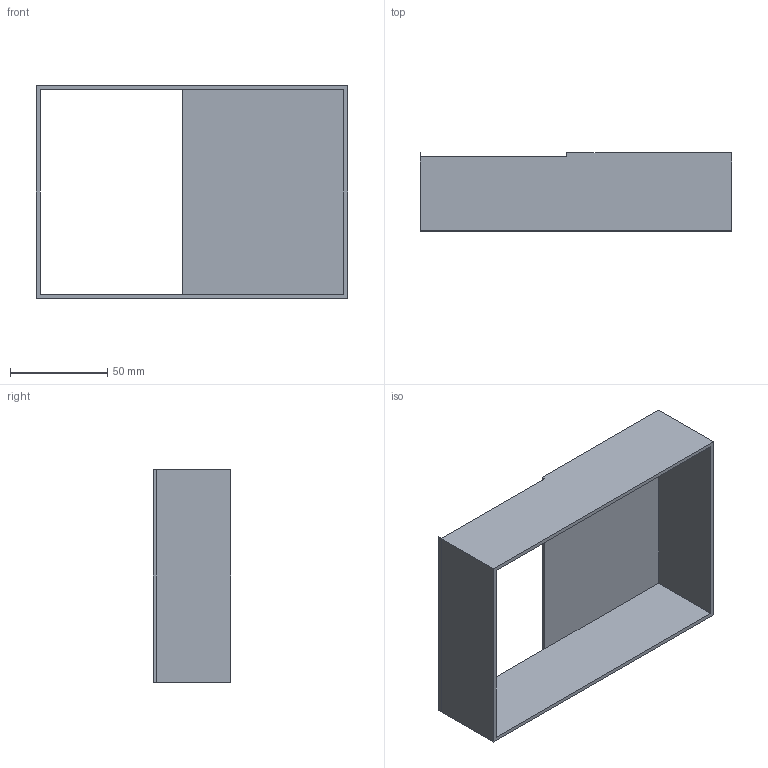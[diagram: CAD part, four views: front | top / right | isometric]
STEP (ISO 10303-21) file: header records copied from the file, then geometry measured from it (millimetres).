
FILE_DESCRIPTION(/* description */ (''),/* implementation_level */ '2;1');
FILE_NAME(/* name */ 'project 4 v1.step',/* time_stamp */ '2025-06-11T00:42:07+05:30',/* author */ (''),/* organization */ (''),/* preprocessor_version */ 'ST-DEVELOPER v20.1',/* originating_system */ 'Autodesk Translation Framework v14.10.0.0',/* authorisation */ '');
FILE_SCHEMA (('AUTOMOTIVE_DESIGN { 1 0 10303 214 3 1 1 }'));
Length unit declared in the file: millimetre
Products named in the file (1): project 4
Bounding box: 160 x 40 x 109 mm (x, y, z)
Volume: 58810 mm3; surface area: 60977.2 mm2
Topology: 1 solids, 1 shells, 15 faces, 40 edges, 26 vertices
Faces by surface type: plane 15
Entity records: 495 total; most frequent: CARTESIAN_POINT 82, ORIENTED_EDGE 80, DIRECTION 72, LINE 40, VECTOR 40, EDGE_CURVE 40, VERTEX_POINT 26, EDGE_LOOP 16
